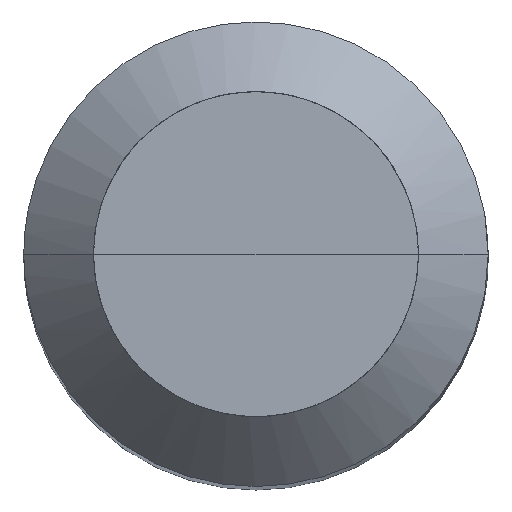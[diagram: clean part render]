
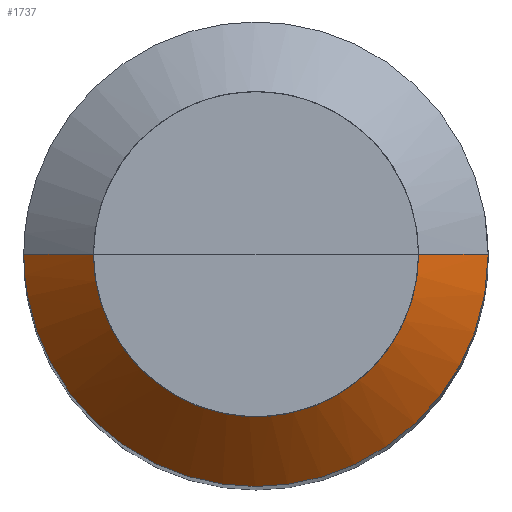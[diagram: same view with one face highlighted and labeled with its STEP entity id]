
A CAD part, top view. The second image highlights one B-rep face of the part: STEP entity #1737.
In plain terms, the highlighted free-form (B-spline) face has degree [1, 2] with [2, 5] control points.
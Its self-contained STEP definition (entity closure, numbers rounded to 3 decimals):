
#1391=CARTESIAN_POINT('',(4.0,0.0,34.8));
#1395=CARTESIAN_POINT('',(-4.0,0.0,34.8));
#1396=CARTESIAN_POINT('',(2.8,0.0,36.0));
#1400=CARTESIAN_POINT('',(-2.8,0.0,36.0));
#1411=CARTESIAN_POINT('',(-4.0,-4.0,34.8));
#1412=CARTESIAN_POINT('',(0.0,-4.0,34.8));
#1413=CARTESIAN_POINT('',(4.0,-4.0,34.8));
#1414=CARTESIAN_POINT('',(-2.8,-2.8,36.0));
#1415=CARTESIAN_POINT('',(0.0,-2.8,36.0));
#1416=CARTESIAN_POINT('',(2.8,-2.8,36.0));
#1718=(
BOUNDED_SURFACE()
B_SPLINE_SURFACE(1,2,(
(#1395,#1411,#1412,#1413,#1391),
(#1400,#1414,#1415,#1416,#1396)
), .UNSPECIFIED.,.F.,.F.,.F.)
B_SPLINE_SURFACE_WITH_KNOTS((2,2),(3,2,3),(
0.0,1.0),(
0.0,0.5,1.0), .UNSPECIFIED.)
GEOMETRIC_REPRESENTATION_ITEM()
RATIONAL_B_SPLINE_SURFACE(((1.0,0.707,1.0,0.707,1.0),
(1.0,0.707,1.0,0.707,1.0)
))
REPRESENTATION_ITEM('')
SURFACE()
);
#1719=(
BOUNDED_CURVE()
B_SPLINE_CURVE(2,(#1400,#1414,#1415,#1416,#1396),.UNSPECIFIED.,.F.,.F.)
B_SPLINE_CURVE_WITH_KNOTS((3,2,3),
(0.0,0.5,1.0),.UNSPECIFIED.)
CURVE()
GEOMETRIC_REPRESENTATION_ITEM()
RATIONAL_B_SPLINE_CURVE((1.0,0.707,1.0,0.707,1.0))
REPRESENTATION_ITEM('')
);
#1720=(
BOUNDED_CURVE()
B_SPLINE_CURVE(1,(#1396,#1391),.UNSPECIFIED.,.F.,.F.)
B_SPLINE_CURVE_WITH_KNOTS((2,2),
(0.0,1.0),.UNSPECIFIED.)
CURVE()
GEOMETRIC_REPRESENTATION_ITEM()
RATIONAL_B_SPLINE_CURVE((1.0,1.0))
REPRESENTATION_ITEM('')
);
#1721=(
BOUNDED_CURVE()
B_SPLINE_CURVE(2,(#1391,#1413,#1412,#1411,#1395),.UNSPECIFIED.,.F.,.F.)
B_SPLINE_CURVE_WITH_KNOTS((3,2,3),
(0.0,0.5,1.0),.UNSPECIFIED.)
CURVE()
GEOMETRIC_REPRESENTATION_ITEM()
RATIONAL_B_SPLINE_CURVE((1.0,0.707,1.0,0.707,1.0))
REPRESENTATION_ITEM('')
);
#1722=(
BOUNDED_CURVE()
B_SPLINE_CURVE(1,(#1395,#1400),.UNSPECIFIED.,.F.,.F.)
B_SPLINE_CURVE_WITH_KNOTS((2,2),
(0.0,1.0),.UNSPECIFIED.)
CURVE()
GEOMETRIC_REPRESENTATION_ITEM()
RATIONAL_B_SPLINE_CURVE((1.0,1.0))
REPRESENTATION_ITEM('')
);
#1723=VERTEX_POINT('',#1391);
#1724=VERTEX_POINT('',#1395);
#1725=VERTEX_POINT('',#1396);
#1726=VERTEX_POINT('',#1400);
#1727=EDGE_CURVE('',#1726,#1725,#1719,.T.);
#1728=EDGE_CURVE('',#1725,#1723,#1720,.T.);
#1729=EDGE_CURVE('',#1723,#1724,#1721,.T.);
#1730=EDGE_CURVE('',#1724,#1726,#1722,.T.);
#1731=ORIENTED_EDGE('',*,*,#1727,.T.);
#1732=ORIENTED_EDGE('',*,*,#1728,.T.);
#1733=ORIENTED_EDGE('',*,*,#1729,.T.);
#1734=ORIENTED_EDGE('',*,*,#1730,.T.);
#1735=EDGE_LOOP('',(#1731,#1732,#1733,#1734));
#1736=FACE_OUTER_BOUND('',#1735,.T.);
#1737=ADVANCED_FACE('',(#1736),#1718,.T.);
